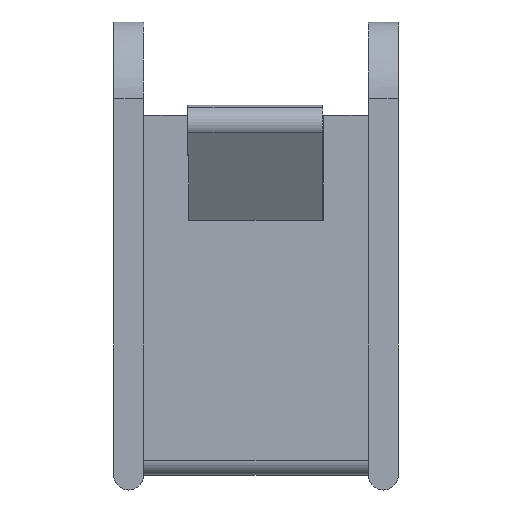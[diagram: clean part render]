
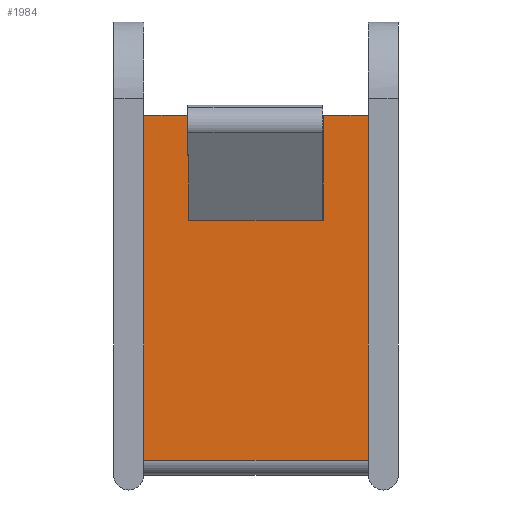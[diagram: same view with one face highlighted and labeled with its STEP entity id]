
A CAD part, front view. The second image highlights one B-rep face of the part: STEP entity #1984.
In plain terms, the highlighted planar face has unit normal (0, -1, 0).
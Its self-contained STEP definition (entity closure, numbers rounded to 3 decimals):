
#27 = DIRECTION ( 'NONE',  ( 0., 0., 1. ) ) ;
#30 = LINE ( 'NONE', #353, #545 ) ;
#34 = CARTESIAN_POINT ( 'NONE',  ( 600., 0., -1200. ) ) ;
#109 = CARTESIAN_POINT ( 'NONE',  ( 600., 0., -350. ) ) ;
#119 = LINE ( 'NONE', #1896, #1029 ) ;
#139 = DIRECTION ( 'NONE',  ( 1., 0., 0. ) ) ;
#209 = EDGE_CURVE ( 'NONE', #1906, #1048, #351, .T. ) ;
#272 = VERTEX_POINT ( 'NONE', #880 ) ;
#282 = VECTOR ( 'NONE', #27, 1000. ) ;
#322 = ORIENTED_EDGE ( 'NONE', *, *, #954, .F. ) ;
#351 = LINE ( 'NONE', #649, #282 ) ;
#353 = CARTESIAN_POINT ( 'NONE',  ( 0., 0., 0. ) ) ;
#406 = CARTESIAN_POINT ( 'NONE',  ( 0., 0., -1150. ) ) ;
#430 = EDGE_CURVE ( 'NONE', #1102, #1906, #456, .T. ) ;
#456 = LINE ( 'NONE', #1586, #554 ) ;
#467 = DIRECTION ( 'NONE',  ( 1., 0., 0. ) ) ;
#496 = LINE ( 'NONE', #34, #2007 ) ;
#516 = CARTESIAN_POINT ( 'NONE',  ( 0., 0., -1200. ) ) ;
#543 = VECTOR ( 'NONE', #139, 1000. ) ;
#545 = VECTOR ( 'NONE', #1627, 1000. ) ;
#548 = EDGE_CURVE ( 'NONE', #1102, #619, #119, .T. ) ;
#554 = VECTOR ( 'NONE', #1094, 1000. ) ;
#572 = DIRECTION ( 'NONE',  ( 0., 0., -1. ) ) ;
#619 = VERTEX_POINT ( 'NONE', #1454 ) ;
#649 = CARTESIAN_POINT ( 'NONE',  ( 750., 0., -1200. ) ) ;
#665 = LINE ( 'NONE', #1605, #1311 ) ;
#689 = EDGE_CURVE ( 'NONE', #1533, #1048, #30, .T. ) ;
#746 = DIRECTION ( 'NONE',  ( 0., 0., 1. ) ) ;
#814 = EDGE_CURVE ( 'NONE', #1176, #272, #665, .T. ) ;
#835 = CARTESIAN_POINT ( 'NONE',  ( 750., 0., 0. ) ) ;
#880 = CARTESIAN_POINT ( 'NONE',  ( 150., 0., -350. ) ) ;
#904 = ORIENTED_EDGE ( 'NONE', *, *, #430, .T. ) ;
#954 = EDGE_CURVE ( 'NONE', #1499, #1533, #496, .T. ) ;
#1029 = VECTOR ( 'NONE', #746, 1000. ) ;
#1048 = VERTEX_POINT ( 'NONE', #835 ) ;
#1054 = ORIENTED_EDGE ( 'NONE', *, *, #1578, .F. ) ;
#1065 = ORIENTED_EDGE ( 'NONE', *, *, #1633, .F. ) ;
#1094 = DIRECTION ( 'NONE',  ( 1., 0., 0. ) ) ;
#1102 = VERTEX_POINT ( 'NONE', #406 ) ;
#1153 = DIRECTION ( 'NONE',  ( 0., -1., 0. ) ) ;
#1169 = ORIENTED_EDGE ( 'NONE', *, *, #548, .F. ) ;
#1176 = VERTEX_POINT ( 'NONE', #1521 ) ;
#1261 = CARTESIAN_POINT ( 'NONE',  ( 0., 0., -350. ) ) ;
#1271 = CARTESIAN_POINT ( 'NONE',  ( 0., 0., 0. ) ) ;
#1311 = VECTOR ( 'NONE', #1449, 1000. ) ;
#1368 = ORIENTED_EDGE ( 'NONE', *, *, #209, .T. ) ;
#1406 = AXIS2_PLACEMENT_3D ( 'NONE', #516, #1153, #572 ) ;
#1449 = DIRECTION ( 'NONE',  ( 0., 0., -1. ) ) ;
#1454 = CARTESIAN_POINT ( 'NONE',  ( 0., 0., 0. ) ) ;
#1481 = FACE_OUTER_BOUND ( 'NONE', #1548, .T. ) ;
#1499 = VERTEX_POINT ( 'NONE', #109 ) ;
#1521 = CARTESIAN_POINT ( 'NONE',  ( 150., 0., 0. ) ) ;
#1533 = VERTEX_POINT ( 'NONE', #1610 ) ;
#1548 = EDGE_LOOP ( 'NONE', ( #322, #1065, #1893, #1054, #1169, #904, #1368, #1970 ) ) ;
#1578 = EDGE_CURVE ( 'NONE', #619, #1176, #1753, .T. ) ;
#1586 = CARTESIAN_POINT ( 'NONE',  ( 0., 0., -1150. ) ) ;
#1605 = CARTESIAN_POINT ( 'NONE',  ( 150., 0., -1200. ) ) ;
#1610 = CARTESIAN_POINT ( 'NONE',  ( 600., 0., 0. ) ) ;
#1627 = DIRECTION ( 'NONE',  ( 1., 0., 0. ) ) ;
#1633 = EDGE_CURVE ( 'NONE', #272, #1499, #1898, .T. ) ;
#1753 = LINE ( 'NONE', #1271, #543 ) ;
#1791 = CARTESIAN_POINT ( 'NONE',  ( 750., 0., -1150. ) ) ;
#1801 = PLANE ( 'NONE',  #1406 ) ;
#1814 = VECTOR ( 'NONE', #467, 1000. ) ;
#1839 = DIRECTION ( 'NONE',  ( 0., 0., 1. ) ) ;
#1893 = ORIENTED_EDGE ( 'NONE', *, *, #814, .F. ) ;
#1896 = CARTESIAN_POINT ( 'NONE',  ( 0., 0., -1200. ) ) ;
#1898 = LINE ( 'NONE', #1261, #1814 ) ;
#1906 = VERTEX_POINT ( 'NONE', #1791 ) ;
#1970 = ORIENTED_EDGE ( 'NONE', *, *, #689, .F. ) ;
#1984 = ADVANCED_FACE ( 'NONE', ( #1481 ), #1801, .T. ) ;
#2007 = VECTOR ( 'NONE', #1839, 1000. ) ;
